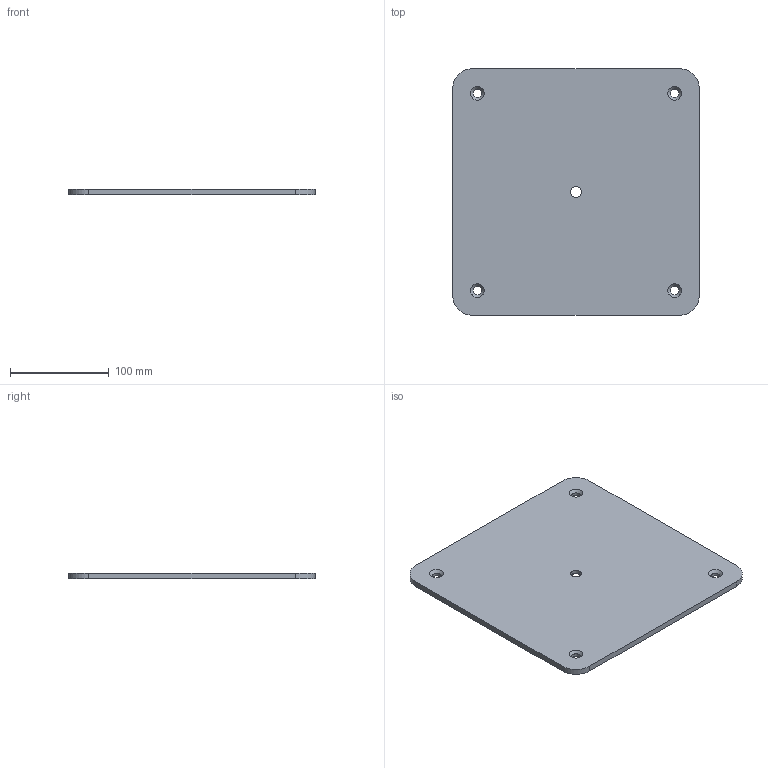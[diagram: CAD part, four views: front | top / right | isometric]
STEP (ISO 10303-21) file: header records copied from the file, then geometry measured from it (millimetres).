
FILE_DESCRIPTION(/* description */ ('STEP AP214'),/* implementation_level */ '2;1');
FILE_NAME(/* name */ '68a5d2a5a2d3a73ed3ef23b5',/* time_stamp */ '2025-08-20T13:50:30Z',/* author */ (''),/* organization */ (''),/* preprocessor_version */ 'ST-DEVELOPER v20',/* originating_system */ 'ONSHAPE BY PTC INC, 1.202',/* authorisation */ ' ');
FILE_SCHEMA (('AUTOMOTIVE_DESIGN {1 0 10303 214 3 1 1}'));
Length unit declared in the file: metre
Products named in the file (1): Part 1
Bounding box: 250 x 250 x 6 mm (x, y, z)
Volume: 370219.3 mm3; surface area: 130115.5 mm2
Topology: 1 solids, 1 shells, 20 faces, 53 edges, 35 vertices
Faces by surface type: cylinder 9, plane 6, cone 5
Full cylindrical faces by diameter (mm): 9 x4, 11 x1
Entity records: 596 total; most frequent: DIRECTION 104, CARTESIAN_POINT 91, ORIENTED_EDGE 78, AXIS2_PLACEMENT_3D 44, EDGE_LOOP 40, FACE_BOUND 40, EDGE_CURVE 39, VERTEX_POINT 31
